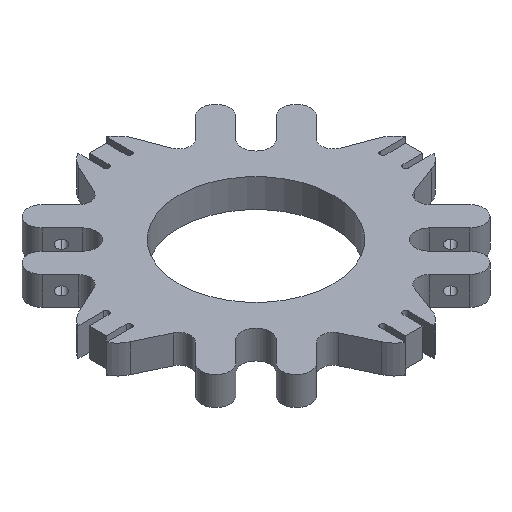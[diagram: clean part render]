
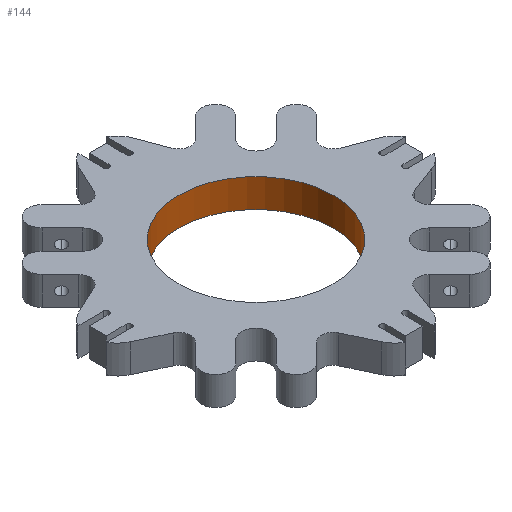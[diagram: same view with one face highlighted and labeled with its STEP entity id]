
A CAD part, isometric view. The second image highlights one B-rep face of the part: STEP entity #144.
In plain terms, the highlighted cylindrical face has radius 27 mm (diameter 54 mm), a full revolution.
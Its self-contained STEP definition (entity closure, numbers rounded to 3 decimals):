
#144 = ADVANCED_FACE( '', ( #328, #329 ), #330, .F. );
#328 = FACE_OUTER_BOUND( '', #545, .T. );
#329 = FACE_OUTER_BOUND( '', #546, .T. );
#330 = CYLINDRICAL_SURFACE( '', #547, 27. );
#545 = EDGE_LOOP( '', ( #1272 ) );
#546 = EDGE_LOOP( '', ( #1273 ) );
#547 = AXIS2_PLACEMENT_3D( '', #1274, #1275, #1276 );
#1272 = ORIENTED_EDGE( '', *, *, #1576, .T. );
#1273 = ORIENTED_EDGE( '', *, *, #1655, .F. );
#1274 = CARTESIAN_POINT( '', ( 0., 0., 5. ) );
#1275 = DIRECTION( '', ( 0., 0., -1. ) );
#1276 = DIRECTION( '', ( 1., 0., 0. ) );
#1576 = EDGE_CURVE( '', #1953, #1953, #1954, .T. );
#1655 = EDGE_CURVE( '', #2108, #2108, #2109, .T. );
#1953 = VERTEX_POINT( '', #2487 );
#1954 = CIRCLE( '', #2488, 27. );
#2108 = VERTEX_POINT( '', #2686 );
#2109 = CIRCLE( '', #2687, 27. );
#2487 = CARTESIAN_POINT( '', ( 27., 0., 10. ) );
#2488 = AXIS2_PLACEMENT_3D( '', #3098, #3099, #3100 );
#2686 = CARTESIAN_POINT( '', ( 27., 0., 0. ) );
#2687 = AXIS2_PLACEMENT_3D( '', #3247, #3248, #3249 );
#3098 = CARTESIAN_POINT( '', ( 0., 0., 10. ) );
#3099 = DIRECTION( '', ( 0., 0., 1. ) );
#3100 = DIRECTION( '', ( 1., 0., 0. ) );
#3247 = CARTESIAN_POINT( '', ( 0., 0., 0. ) );
#3248 = DIRECTION( '', ( 0., 0., 1. ) );
#3249 = DIRECTION( '', ( 1., 0., 0. ) );
